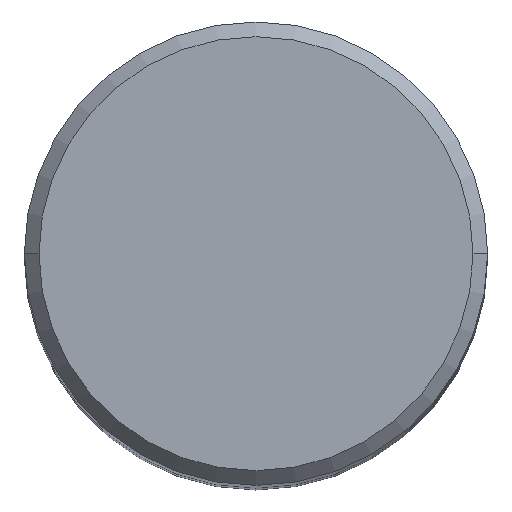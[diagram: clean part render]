
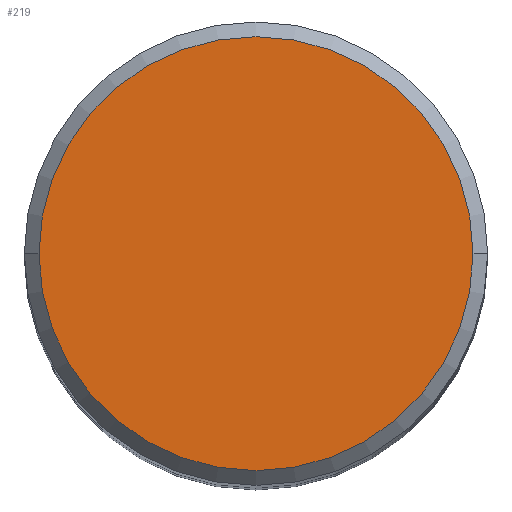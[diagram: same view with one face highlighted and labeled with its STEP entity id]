
A CAD part, top view. The second image highlights one B-rep face of the part: STEP entity #219.
In plain terms, the highlighted planar face has unit normal (0, 0, 1).
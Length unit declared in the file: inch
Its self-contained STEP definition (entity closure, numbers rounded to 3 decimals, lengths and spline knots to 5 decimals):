
#19 = CARTESIAN_POINT ( 'NONE',  ( 0., 0., 0. ) ) ;
#27 = ORIENTED_EDGE ( 'NONE', *, *, #315, .T. ) ;
#28 = EDGE_CURVE ( 'NONE', #377, #30, #239, .T. ) ;
#30 = VERTEX_POINT ( 'NONE', #330 ) ;
#37 = PLANE ( 'NONE',  #93 ) ;
#44 = DIRECTION ( 'NONE',  ( 1., 0., 0. ) ) ;
#69 = DIRECTION ( 'NONE',  ( 1., 0., 0. ) ) ;
#71 = FACE_OUTER_BOUND ( 'NONE', #370, .T. ) ;
#93 = AXIS2_PLACEMENT_3D ( 'NONE', #167, #170, #287 ) ;
#146 = DIRECTION ( 'NONE',  ( 0., 0., 1. ) ) ;
#167 = CARTESIAN_POINT ( 'NONE',  ( 0., 0.29495, 0. ) ) ;
#170 = DIRECTION ( 'NONE',  ( 0., 0., -1. ) ) ;
#198 = DIRECTION ( 'NONE',  ( 0., 0., 1. ) ) ;
#219 = ADVANCED_FACE ( 'NONE', ( #71 ), #37, .F. ) ;
#225 = AXIS2_PLACEMENT_3D ( 'NONE', #19, #146, #44 ) ;
#239 = CIRCLE ( 'NONE', #354, 0.29495 ) ;
#287 = DIRECTION ( 'NONE',  ( -1., 0., 0. ) ) ;
#315 = EDGE_CURVE ( 'NONE', #30, #377, #355, .T. ) ;
#330 = CARTESIAN_POINT ( 'NONE',  ( 0.29495, 0., 0. ) ) ;
#354 = AXIS2_PLACEMENT_3D ( 'NONE', #391, #198, #69 ) ;
#355 = CIRCLE ( 'NONE', #225, 0.29495 ) ;
#370 = EDGE_LOOP ( 'NONE', ( #411, #27 ) ) ;
#371 = CARTESIAN_POINT ( 'NONE',  ( -0.29495, 0., 0. ) ) ;
#377 = VERTEX_POINT ( 'NONE', #371 ) ;
#391 = CARTESIAN_POINT ( 'NONE',  ( 0., 0., 0. ) ) ;
#411 = ORIENTED_EDGE ( 'NONE', *, *, #28, .T. ) ;
